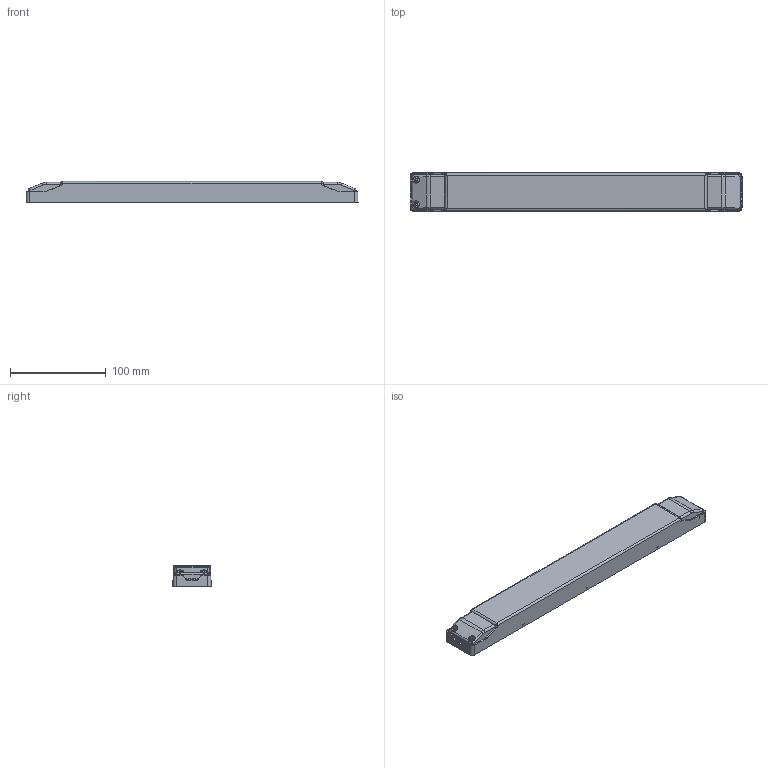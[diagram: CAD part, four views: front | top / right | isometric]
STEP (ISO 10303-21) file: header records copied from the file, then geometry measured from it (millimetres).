
FILE_DESCRIPTION((''),'2;1');
FILE_NAME('LBV100W-V6_ASM','2020-09-03T16:01:37',('wsenga'),(''),'CREO PARAMETRIC BY PTC INC, 2019080','CREO PARAMETRIC BY PTC INC, 2019080','');
FILE_SCHEMA(('CONFIG_CONTROL_DESIGN'));
Length unit declared in the file: millimetre
Products named in the file (11): MAWLBV100W-1A-V6; MAWLBV100W-2A-V6; LBV100W-PCB-V6; MAWLBV100W-3A-V6; 202R-V6; 202R-1-V6; 202R-2P-V6_AF0_ASM; 202R-2P-V6_AF1_ASM; 202R-2P-V6_AF2_ASM; MAWLBV100W-4A-V6; LBV100W-V6_ASM
Assembly tree (17 placements, depth 3):
  LBV100W-V6_ASM
    MAWLBV100W-1A-V6
    MAWLBV100W-2A-V6
    LBV100W-PCB-V6
    MAWLBV100W-3A-V6
    202R-2P-V6_AF0_ASM
      202R-V6  x2
      202R-1-V6
    202R-2P-V6_AF1_ASM
      202R-V6  x2
      202R-1-V6
    202R-2P-V6_AF2_ASM
      202R-V6  x2
      202R-1-V6
    MAWLBV100W-4A-V6
Bounding box: 347.2 x 40 x 22 mm (x, y, z)
Volume: 84172 mm3; surface area: 122940.9 mm2
Topology: 14 solids, 14 shells, 982 faces, 2688 edges, 1756 vertices
Faces by surface type: plane 758, cylinder 178, bspline 28, sphere 12, cone 4, torus 2
Entity records: 30810 total; most frequent: CARTESIAN_POINT 7601, ORIENTED_EDGE 5022, DIRECTION 4399, EDGE_CURVE 2511, VECTOR 2081, LINE 2081, VERTEX_POINT 1638, AXIS2_PLACEMENT_3D 1159
